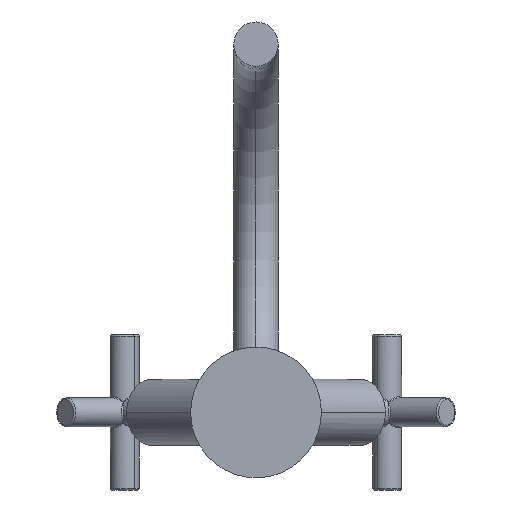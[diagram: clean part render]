
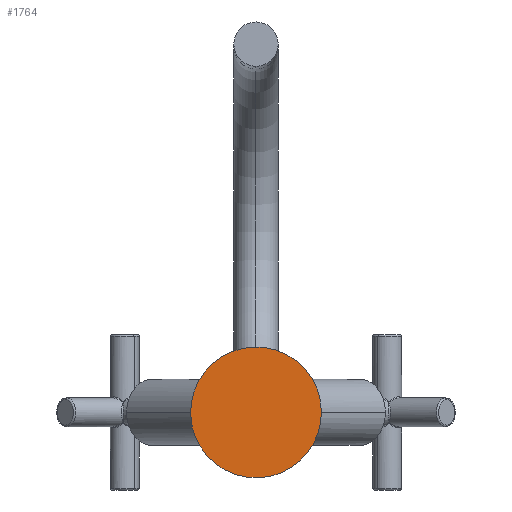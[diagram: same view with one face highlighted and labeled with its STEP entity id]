
A CAD part, front view. The second image highlights one B-rep face of the part: STEP entity #1764.
In plain terms, the highlighted face is planar.
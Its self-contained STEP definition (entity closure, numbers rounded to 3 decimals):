
#118 = DIRECTION ( 'NONE',  ( 1., 0., 0. ) ) ;
#171 = ORIENTED_EDGE ( 'NONE', *, *, #1500, .F. ) ;
#412 = ORIENTED_EDGE ( 'NONE', *, *, #2217, .F. ) ;
#732 = PLANE ( 'NONE',  #4195 ) ;
#779 = DIRECTION ( 'NONE',  ( 0., 0., 1. ) ) ;
#892 = CARTESIAN_POINT ( 'NONE',  ( 0., 0., 0. ) ) ;
#977 = AXIS2_PLACEMENT_3D ( 'NONE', #892, #3424, #1264 ) ;
#978 = CARTESIAN_POINT ( 'NONE',  ( 0., 0., 0. ) ) ;
#1094 = DIRECTION ( 'NONE',  ( 0., 0., 1. ) ) ;
#1264 = DIRECTION ( 'NONE',  ( 1., 0., 0. ) ) ;
#1449 = EDGE_LOOP ( 'NONE', ( #171, #412 ) ) ;
#1482 = CARTESIAN_POINT ( 'NONE',  ( -29.5, 0., 0. ) ) ;
#1500 = EDGE_CURVE ( 'NONE', #3126, #3351, #2335, .T. ) ;
#1697 = CIRCLE ( 'NONE', #977, 29.5 ) ;
#1764 = ADVANCED_FACE ( 'NONE', ( #3419 ), #732, .F. ) ;
#2217 = EDGE_CURVE ( 'NONE', #3351, #3126, #1697, .T. ) ;
#2335 = CIRCLE ( 'NONE', #3144, 29.5 ) ;
#3126 = VERTEX_POINT ( 'NONE', #1482 ) ;
#3144 = AXIS2_PLACEMENT_3D ( 'NONE', #978, #779, #118 ) ;
#3351 = VERTEX_POINT ( 'NONE', #4012 ) ;
#3419 = FACE_OUTER_BOUND ( 'NONE', #1449, .T. ) ;
#3424 = DIRECTION ( 'NONE',  ( 0., 0., 1. ) ) ;
#3502 = CARTESIAN_POINT ( 'NONE',  ( 0., 0., 0. ) ) ;
#3608 = DIRECTION ( 'NONE',  ( 1., 0., 0. ) ) ;
#4012 = CARTESIAN_POINT ( 'NONE',  ( 29.5, 0., 0. ) ) ;
#4195 = AXIS2_PLACEMENT_3D ( 'NONE', #3502, #1094, #3608 ) ;
